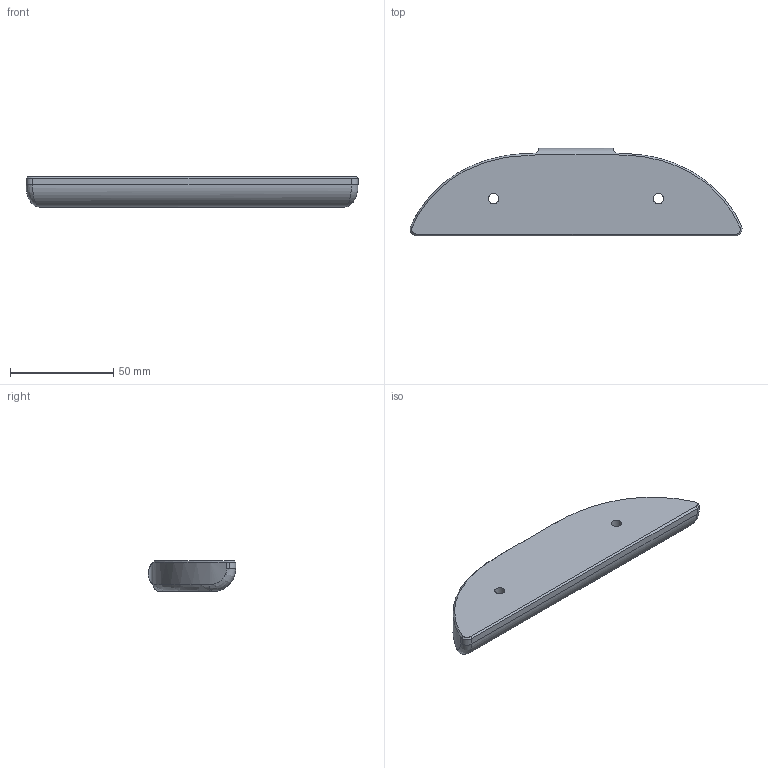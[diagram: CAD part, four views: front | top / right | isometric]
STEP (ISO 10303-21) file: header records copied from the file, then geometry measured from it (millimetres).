
FILE_DESCRIPTION(('HOOPS Exchange Step'),'2;1');
FILE_NAME('temp_export','2021-04-05T00:35:49-04:00',('poastoast'),('Shapr3D Limited'),'HOOPS Exchange 2020.2','Shapr3D','Authorized');
FILE_SCHEMA( ('AP203_CONFIGURATION_CONTROLLED_3D_DESIGN_OF_MECHANICAL_PARTS_AND_ASSEMBLIES_MIM_LF') );
Length unit declared in the file: millimetre
Products named in the file (1): C19D0938-E9EA-467B-A8D9-0C33AF61869D.tmp
Bounding box: 161.08 x 42.44 x 15 mm (x, y, z)
Volume: 72693.5 mm3; surface area: 15572.3 mm2
Topology: 1 solids, 1 shells, 34 faces, 89 edges, 57 vertices
Faces by surface type: cylinder 13, plane 8, bspline 8, cone 5
Full cylindrical faces by diameter (mm): 5 x2, 12 x2
Entity records: 4105 total; most frequent: CARTESIAN_POINT 3265, ORIENTED_EDGE 178, DIRECTION 158, EDGE_CURVE 89, AXIS2_PLACEMENT_3D 61, VERTEX_POINT 57, EDGE_LOOP 38, FACE_BOUND 38
